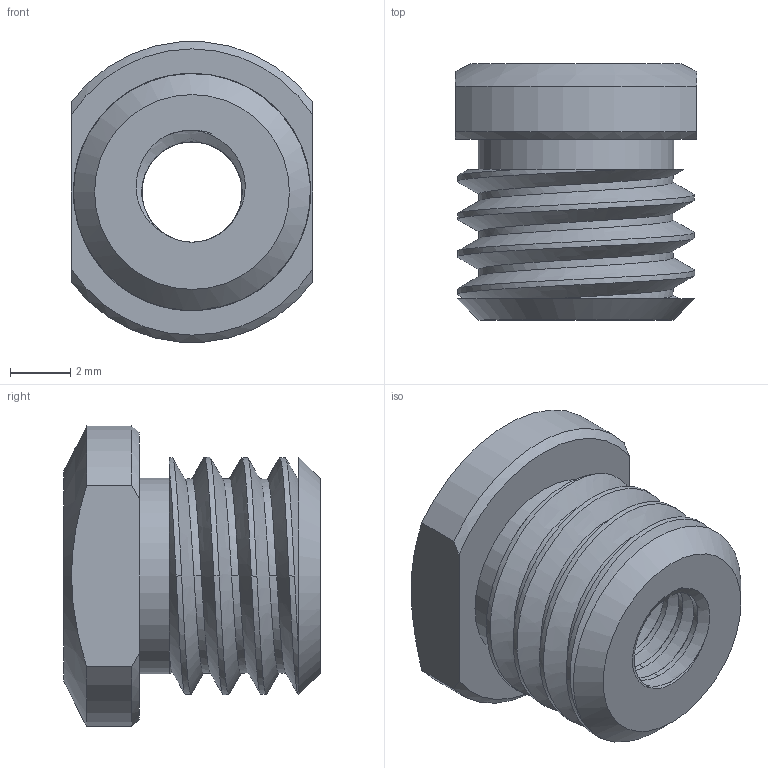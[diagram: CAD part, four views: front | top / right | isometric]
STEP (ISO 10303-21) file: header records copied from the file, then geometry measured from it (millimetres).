
FILE_DESCRIPTION(/* description */ (''),/* implementation_level */ '2;1');
FILE_NAME(/* name */ 'MS-SHORT-PULLEY-STANDOFF_v1.3.step',/* time_stamp */ '2019-10-31T00:47:58+01:00',/* author */ (''),/* organization */ (''),/* preprocessor_version */ 'ST-DEVELOPER v18',/* originating_system */ 'Autodesk Translation Framework v8.9.1.1155',/* authorisation */ '');
FILE_SCHEMA (('AUTOMOTIVE_DESIGN { 1 0 10303 214 3 1 1 }'));
Length unit declared in the file: millimetre
Products named in the file (1): MS-SHORT-PULLEY-STANDOFF_v1.3
Bounding box: 8 x 8.5 x 9.96 mm (x, y, z)
Volume: 325.6 mm3; surface area: 573 mm2
Topology: 1 solids, 1 shells, 60 faces, 159 edges, 102 vertices
Faces by surface type: cylinder 42, plane 9, cone 5, bspline 4
Full cylindrical faces by diameter (mm): 3.332 x13, 4.109 x13, 6.446 x2, 6.5 x1, 7.866 x3
Entity records: 4238 total; most frequent: CARTESIAN_POINT 2872, ORIENTED_EDGE 318, DIRECTION 215, EDGE_CURVE 159, VERTEX_POINT 102, AXIS2_PLACEMENT_3D 85, B_SPLINE_CURVE_WITH_KNOTS 79, EDGE_LOOP 63
